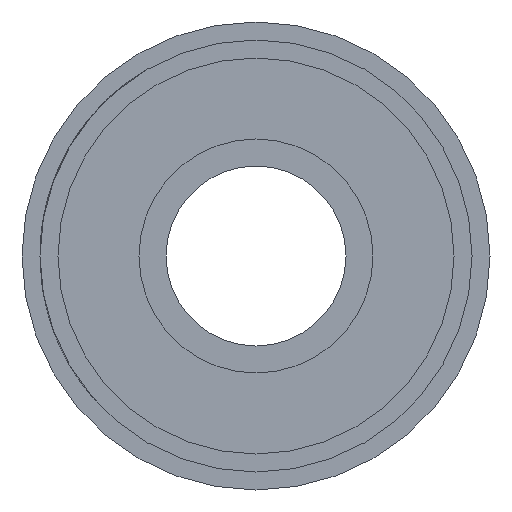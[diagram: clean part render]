
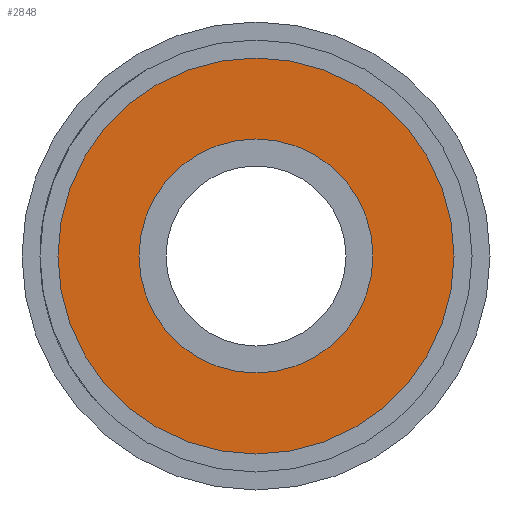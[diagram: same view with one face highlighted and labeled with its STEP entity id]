
A CAD part, left-side view. The second image highlights one B-rep face of the part: STEP entity #2848.
In plain terms, the highlighted planar face has unit normal (-1, 0, 0).
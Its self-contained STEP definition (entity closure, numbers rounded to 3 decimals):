
#582 = ORIENTED_EDGE ( 'NONE', *, *, #1446, .F. ) ;
#768 = CIRCLE ( 'NONE', #7318, 11. ) ;
#1137 = ORIENTED_EDGE ( 'NONE', *, *, #7008, .T. ) ;
#1170 = VERTEX_POINT ( 'NONE', #4896 ) ;
#1232 = EDGE_CURVE ( 'NONE', #1170, #8354, #2764, .T. ) ;
#1446 = EDGE_CURVE ( 'NONE', #4230, #2492, #4520, .T. ) ;
#1505 = DIRECTION ( 'NONE',  ( 0., 0., -1. ) ) ;
#1568 = CARTESIAN_POINT ( 'NONE',  ( 0., 0., -6.5 ) ) ;
#1848 = EDGE_LOOP ( 'NONE', ( #7940, #582 ) ) ;
#1876 = DIRECTION ( 'NONE',  ( -1., 0., 0. ) ) ;
#2041 = AXIS2_PLACEMENT_3D ( 'NONE', #7583, #1876, #8853 ) ;
#2156 = EDGE_CURVE ( 'NONE', #2492, #4230, #7002, .T. ) ;
#2185 = FACE_BOUND ( 'NONE', #1848, .T. ) ;
#2492 = VERTEX_POINT ( 'NONE', #5068 ) ;
#2764 = CIRCLE ( 'NONE', #2041, 11. ) ;
#2816 = DIRECTION ( 'NONE',  ( 0., 0., 1. ) ) ;
#2848 = ADVANCED_FACE ( 'NONE', ( #2185, #3006 ), #2962, .F. ) ;
#2962 = PLANE ( 'NONE',  #6431 ) ;
#3006 = FACE_OUTER_BOUND ( 'NONE', #7375, .T. ) ;
#3866 = DIRECTION ( 'NONE',  ( 0., 0., 1. ) ) ;
#4230 = VERTEX_POINT ( 'NONE', #1568 ) ;
#4520 = CIRCLE ( 'NONE', #7585, 6.5 ) ;
#4870 = CARTESIAN_POINT ( 'NONE',  ( 0., 0., 0. ) ) ;
#4896 = CARTESIAN_POINT ( 'NONE',  ( 0., 0., -11. ) ) ;
#5020 = CARTESIAN_POINT ( 'NONE',  ( 0., 0., 0. ) ) ;
#5068 = CARTESIAN_POINT ( 'NONE',  ( 0., 0., 6.5 ) ) ;
#5970 = CARTESIAN_POINT ( 'NONE',  ( 0., 0., 0. ) ) ;
#6431 = AXIS2_PLACEMENT_3D ( 'NONE', #6486, #7759, #1505 ) ;
#6486 = CARTESIAN_POINT ( 'NONE',  ( 0., 0., 0. ) ) ;
#6613 = DIRECTION ( 'NONE',  ( -1., 0., 0. ) ) ;
#6942 = DIRECTION ( 'NONE',  ( 0., 0., 1. ) ) ;
#7000 = ORIENTED_EDGE ( 'NONE', *, *, #1232, .T. ) ;
#7002 = CIRCLE ( 'NONE', #8460, 6.5 ) ;
#7008 = EDGE_CURVE ( 'NONE', #8354, #1170, #768, .T. ) ;
#7318 = AXIS2_PLACEMENT_3D ( 'NONE', #5970, #6613, #3866 ) ;
#7375 = EDGE_LOOP ( 'NONE', ( #1137, #7000 ) ) ;
#7583 = CARTESIAN_POINT ( 'NONE',  ( 0., 0., 0. ) ) ;
#7585 = AXIS2_PLACEMENT_3D ( 'NONE', #5020, #8311, #6942 ) ;
#7759 = DIRECTION ( 'NONE',  ( 1., 0., 0. ) ) ;
#7940 = ORIENTED_EDGE ( 'NONE', *, *, #2156, .F. ) ;
#8293 = DIRECTION ( 'NONE',  ( -1., 0., 0. ) ) ;
#8311 = DIRECTION ( 'NONE',  ( -1., 0., 0. ) ) ;
#8354 = VERTEX_POINT ( 'NONE', #8360 ) ;
#8360 = CARTESIAN_POINT ( 'NONE',  ( 0., 0., 11. ) ) ;
#8460 = AXIS2_PLACEMENT_3D ( 'NONE', #4870, #8293, #2816 ) ;
#8853 = DIRECTION ( 'NONE',  ( 0., 0., 1. ) ) ;
